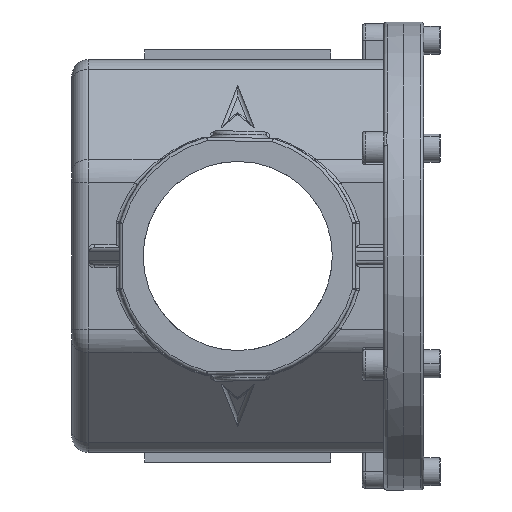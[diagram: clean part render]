
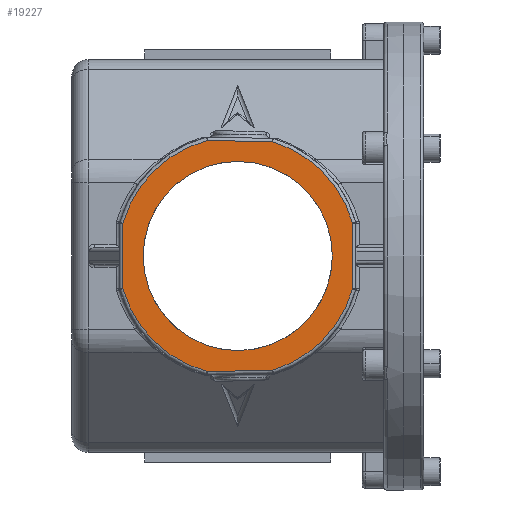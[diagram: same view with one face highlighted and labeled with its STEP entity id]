
A CAD part, left-side view. The second image highlights one B-rep face of the part: STEP entity #19227.
In plain terms, the highlighted planar face has unit normal (-1, 0, 0).
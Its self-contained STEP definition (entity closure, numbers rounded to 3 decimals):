
#477 = CARTESIAN_POINT ( 'NONE',  ( -80., -10.528, 34.426 ) ) ;
#823 = DIRECTION ( 'NONE',  ( -1., 0., 0. ) ) ;
#836 = DIRECTION ( 'NONE',  ( 0., 0., 1. ) ) ;
#1234 = EDGE_CURVE ( 'NONE', #15582, #22315, #14076, .T. ) ;
#1241 = DIRECTION ( 'NONE',  ( 0., 0., 1. ) ) ;
#1697 = AXIS2_PLACEMENT_3D ( 'NONE', #18355, #16513, #20219 ) ;
#2319 = CARTESIAN_POINT ( 'NONE',  ( -80., -10.528, -34.426 ) ) ;
#2369 = DIRECTION ( 'NONE',  ( -1., 0., 0. ) ) ;
#2423 = CARTESIAN_POINT ( 'NONE',  ( -80., -34.62, -9.872 ) ) ;
#2476 = CIRCLE ( 'NONE', #16901, 36. ) ;
#2537 = CARTESIAN_POINT ( 'NONE',  ( -80., 0., 0. ) ) ;
#2784 = VECTOR ( 'NONE', #12117, 1000. ) ;
#2974 = VERTEX_POINT ( 'NONE', #19417 ) ;
#3708 = ORIENTED_EDGE ( 'NONE', *, *, #13238, .T. ) ;
#3827 = AXIS2_PLACEMENT_3D ( 'NONE', #16915, #18666, #13743 ) ;
#3883 = CARTESIAN_POINT ( 'NONE',  ( -80., 9.191, -34.807 ) ) ;
#4448 = CARTESIAN_POINT ( 'NONE',  ( -80., 0., 0. ) ) ;
#4599 = CARTESIAN_POINT ( 'NONE',  ( -80., 34.62, -9.872 ) ) ;
#5492 = LINE ( 'NONE', #13412, #7984 ) ;
#5567 = VERTEX_POINT ( 'NONE', #3883 ) ;
#6088 = ORIENTED_EDGE ( 'NONE', *, *, #1234, .T. ) ;
#6142 = DIRECTION ( 'NONE',  ( -1., 0., 0. ) ) ;
#6421 = VERTEX_POINT ( 'NONE', #21557 ) ;
#6451 = VERTEX_POINT ( 'NONE', #2319 ) ;
#6478 = DIRECTION ( 'NONE',  ( -1., 0., 0. ) ) ;
#7143 = ORIENTED_EDGE ( 'NONE', *, *, #22606, .F. ) ;
#7195 = CARTESIAN_POINT ( 'NONE',  ( -80., -34.62, 0. ) ) ;
#7984 = VECTOR ( 'NONE', #17142, 1000. ) ;
#8019 = AXIS2_PLACEMENT_3D ( 'NONE', #4448, #11511, #15086 ) ;
#8695 = LINE ( 'NONE', #7195, #12803 ) ;
#9471 = ORIENTED_EDGE ( 'NONE', *, *, #10125, .F. ) ;
#9684 = CIRCLE ( 'NONE', #11052, 36. ) ;
#9923 = VECTOR ( 'NONE', #19835, 1000. ) ;
#10004 = EDGE_CURVE ( 'NONE', #21047, #15582, #8695, .T. ) ;
#10125 = EDGE_CURVE ( 'NONE', #18131, #2974, #15245, .T. ) ;
#10434 = ORIENTED_EDGE ( 'NONE', *, *, #14230, .T. ) ;
#11052 = AXIS2_PLACEMENT_3D ( 'NONE', #18626, #823, #11441 ) ;
#11131 = FACE_BOUND ( 'NONE', #15628, .T. ) ;
#11441 = DIRECTION ( 'NONE',  ( 0., 0., 1. ) ) ;
#11511 = DIRECTION ( 'NONE',  ( -1., 0., 0. ) ) ;
#11572 = CIRCLE ( 'NONE', #3827, 28.5 ) ;
#12117 = DIRECTION ( 'NONE',  ( 0., 1., 0.019 ) ) ;
#12474 = FACE_OUTER_BOUND ( 'NONE', #13568, .T. ) ;
#12555 = ORIENTED_EDGE ( 'NONE', *, *, #10004, .T. ) ;
#12713 = CARTESIAN_POINT ( 'NONE',  ( -80., 0., 0. ) ) ;
#12803 = VECTOR ( 'NONE', #16395, 1000. ) ;
#12806 = EDGE_CURVE ( 'NONE', #14916, #6421, #9684, .T. ) ;
#13017 = AXIS2_PLACEMENT_3D ( 'NONE', #12713, #2369, #17845 ) ;
#13238 = EDGE_CURVE ( 'NONE', #6421, #13261, #18960, .T. ) ;
#13250 = CARTESIAN_POINT ( 'NONE',  ( -80., 9.191, 34.807 ) ) ;
#13261 = VERTEX_POINT ( 'NONE', #4599 ) ;
#13412 = CARTESIAN_POINT ( 'NONE',  ( -80., -0.668, -34.617 ) ) ;
#13450 = EDGE_CURVE ( 'NONE', #22315, #14916, #19216, .T. ) ;
#13462 = ORIENTED_EDGE ( 'NONE', *, *, #14601, .T. ) ;
#13568 = EDGE_LOOP ( 'NONE', ( #17781, #3708, #10434, #20069, #13462, #12555, #6088, #18213 ) ) ;
#13743 = DIRECTION ( 'NONE',  ( 0., 0., 1. ) ) ;
#13797 = EDGE_CURVE ( 'NONE', #5567, #6451, #5492, .T. ) ;
#14076 = CIRCLE ( 'NONE', #13017, 36. ) ;
#14230 = EDGE_CURVE ( 'NONE', #13261, #5567, #2476, .T. ) ;
#14601 = EDGE_CURVE ( 'NONE', #6451, #21047, #15068, .T. ) ;
#14734 = CARTESIAN_POINT ( 'NONE',  ( -80., 0., 28.5 ) ) ;
#14833 = CARTESIAN_POINT ( 'NONE',  ( -80., 34.62, 0. ) ) ;
#14916 = VERTEX_POINT ( 'NONE', #13250 ) ;
#15068 = CIRCLE ( 'NONE', #15144, 36. ) ;
#15086 = DIRECTION ( 'NONE',  ( 0., 0., 1. ) ) ;
#15144 = AXIS2_PLACEMENT_3D ( 'NONE', #2537, #6142, #836 ) ;
#15245 = CIRCLE ( 'NONE', #8019, 28.5 ) ;
#15341 = CARTESIAN_POINT ( 'NONE',  ( -80., 0., 0. ) ) ;
#15582 = VERTEX_POINT ( 'NONE', #20581 ) ;
#15628 = EDGE_LOOP ( 'NONE', ( #9471, #7143 ) ) ;
#16395 = DIRECTION ( 'NONE',  ( 0., 0., 1. ) ) ;
#16513 = DIRECTION ( 'NONE',  ( -1., 0., 0. ) ) ;
#16901 = AXIS2_PLACEMENT_3D ( 'NONE', #15341, #6478, #1241 ) ;
#16915 = CARTESIAN_POINT ( 'NONE',  ( -80., 0., 0. ) ) ;
#17142 = DIRECTION ( 'NONE',  ( 0., -1., 0.019 ) ) ;
#17781 = ORIENTED_EDGE ( 'NONE', *, *, #12806, .T. ) ;
#17845 = DIRECTION ( 'NONE',  ( 0., 0., 1. ) ) ;
#18131 = VERTEX_POINT ( 'NONE', #14734 ) ;
#18213 = ORIENTED_EDGE ( 'NONE', *, *, #13450, .T. ) ;
#18355 = CARTESIAN_POINT ( 'NONE',  ( -80., 0., 0. ) ) ;
#18427 = PLANE ( 'NONE',  #1697 ) ;
#18626 = CARTESIAN_POINT ( 'NONE',  ( -80., 0., 0. ) ) ;
#18666 = DIRECTION ( 'NONE',  ( -1., 0., 0. ) ) ;
#18960 = LINE ( 'NONE', #14833, #9923 ) ;
#19216 = LINE ( 'NONE', #21086, #2784 ) ;
#19227 = ADVANCED_FACE ( 'NONE', ( #12474, #11131 ), #18427, .T. ) ;
#19417 = CARTESIAN_POINT ( 'NONE',  ( -80., 0., -28.5 ) ) ;
#19835 = DIRECTION ( 'NONE',  ( 0., 0., -1. ) ) ;
#20069 = ORIENTED_EDGE ( 'NONE', *, *, #13797, .T. ) ;
#20219 = DIRECTION ( 'NONE',  ( 0., 0., 1. ) ) ;
#20581 = CARTESIAN_POINT ( 'NONE',  ( -80., -34.62, 9.872 ) ) ;
#21047 = VERTEX_POINT ( 'NONE', #2423 ) ;
#21086 = CARTESIAN_POINT ( 'NONE',  ( -80., -0.668, 34.617 ) ) ;
#21557 = CARTESIAN_POINT ( 'NONE',  ( -80., 34.62, 9.872 ) ) ;
#22315 = VERTEX_POINT ( 'NONE', #477 ) ;
#22606 = EDGE_CURVE ( 'NONE', #2974, #18131, #11572, .T. ) ;
